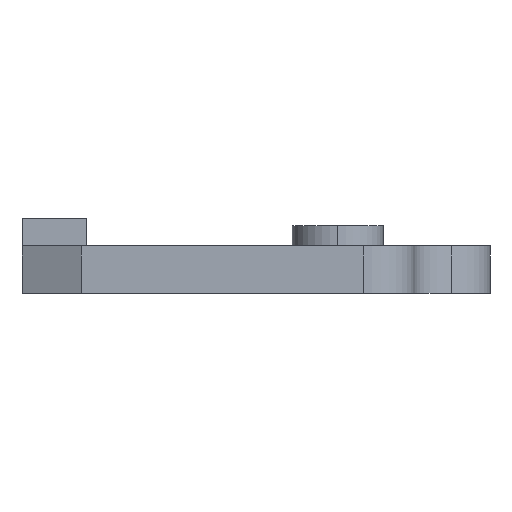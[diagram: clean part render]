
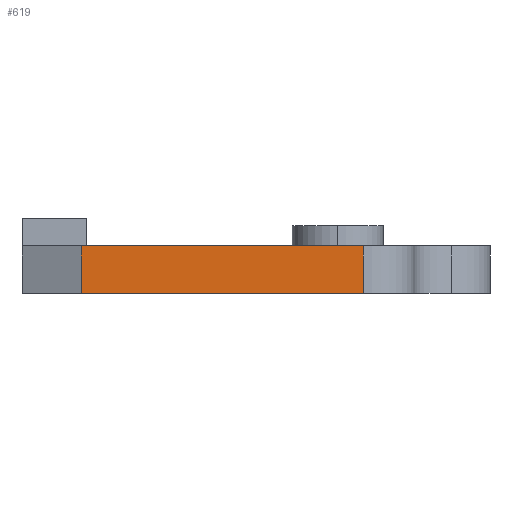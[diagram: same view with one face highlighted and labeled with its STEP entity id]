
A CAD part, left-side view. The second image highlights one B-rep face of the part: STEP entity #619.
In plain terms, the highlighted planar face has unit normal (-1, 0, 0).
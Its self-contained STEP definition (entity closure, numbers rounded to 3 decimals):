
#19 = DIRECTION ( 'NONE',  ( 0., 0., 1. ) ) ;
#28 = CARTESIAN_POINT ( 'NONE',  ( -32.819, -30.089, 59.1 ) ) ;
#32 = VECTOR ( 'NONE', #1625, 1000. ) ;
#76 = VERTEX_POINT ( 'NONE', #399 ) ;
#132 = VERTEX_POINT ( 'NONE', #1549 ) ;
#162 = LINE ( 'NONE', #1038, #870 ) ;
#173 = EDGE_CURVE ( 'NONE', #1498, #502, #319, .T. ) ;
#310 = DIRECTION ( 'NONE',  ( 1., 0., 0. ) ) ;
#319 = LINE ( 'NONE', #28, #1057 ) ;
#356 = CARTESIAN_POINT ( 'NONE',  ( -32.819, -30.089, 0. ) ) ;
#366 = DIRECTION ( 'NONE',  ( 0., -1., 0. ) ) ;
#399 = CARTESIAN_POINT ( 'NONE',  ( -32.819, -2.12, 0. ) ) ;
#502 = VERTEX_POINT ( 'NONE', #1446 ) ;
#535 = EDGE_LOOP ( 'NONE', ( #860, #1612, #830, #724 ) ) ;
#598 = FACE_OUTER_BOUND ( 'NONE', #535, .T. ) ;
#619 = ADVANCED_FACE ( 'NONE', ( #598 ), #1104, .F. ) ;
#648 = CARTESIAN_POINT ( 'NONE',  ( -32.819, -4.489, 0. ) ) ;
#724 = ORIENTED_EDGE ( 'NONE', *, *, #173, .T. ) ;
#782 = EDGE_CURVE ( 'NONE', #132, #76, #1100, .T. ) ;
#830 = ORIENTED_EDGE ( 'NONE', *, *, #1551, .T. ) ;
#860 = ORIENTED_EDGE ( 'NONE', *, *, #1283, .F. ) ;
#870 = VECTOR ( 'NONE', #1555, 1000. ) ;
#941 = AXIS2_PLACEMENT_3D ( 'NONE', #1456, #310, #986 ) ;
#986 = DIRECTION ( 'NONE',  ( 0., 0., -1. ) ) ;
#1000 = LINE ( 'NONE', #648, #1080 ) ;
#1038 = CARTESIAN_POINT ( 'NONE',  ( -32.819, -4.489, 4.7 ) ) ;
#1057 = VECTOR ( 'NONE', #19, 1000. ) ;
#1080 = VECTOR ( 'NONE', #366, 1000. ) ;
#1100 = LINE ( 'NONE', #1122, #32 ) ;
#1104 = PLANE ( 'NONE',  #941 ) ;
#1122 = CARTESIAN_POINT ( 'NONE',  ( -32.819, -2.12, 28.699 ) ) ;
#1283 = EDGE_CURVE ( 'NONE', #132, #502, #162, .T. ) ;
#1446 = CARTESIAN_POINT ( 'NONE',  ( -32.819, -30.089, 4.7 ) ) ;
#1456 = CARTESIAN_POINT ( 'NONE',  ( -32.819, -4.489, 59.1 ) ) ;
#1498 = VERTEX_POINT ( 'NONE', #356 ) ;
#1549 = CARTESIAN_POINT ( 'NONE',  ( -32.819, -2.12, 4.7 ) ) ;
#1551 = EDGE_CURVE ( 'NONE', #76, #1498, #1000, .T. ) ;
#1555 = DIRECTION ( 'NONE',  ( 0., -1., 0. ) ) ;
#1612 = ORIENTED_EDGE ( 'NONE', *, *, #782, .T. ) ;
#1625 = DIRECTION ( 'NONE',  ( 0., 0., -1. ) ) ;
